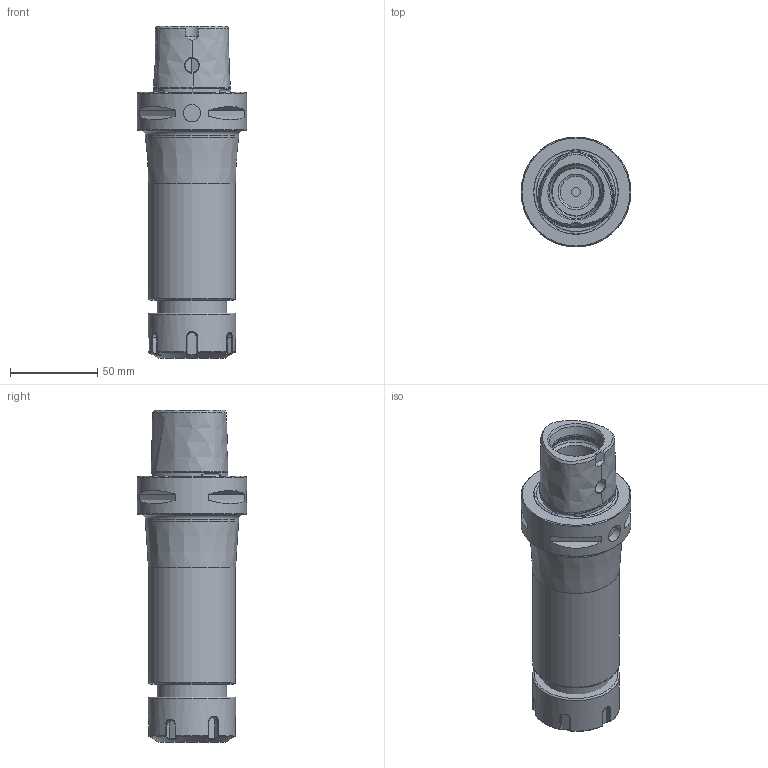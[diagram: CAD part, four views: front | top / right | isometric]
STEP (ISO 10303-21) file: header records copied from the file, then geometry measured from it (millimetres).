
FILE_DESCRIPTION(/* description */ ('STEP AP203'),/* implementation_level */ '2;1');
FILE_NAME(/* name */ 'PSC6-ER32-6.0.step',/* time_stamp */ '2026-04-14T12:28:23-05:00',/* author */ (''),/* organization */ (''),/* preprocessor_version */ 'ST-DEVELOPER v20.1',/* originating_system */ 'Autodesk Translation Framework v14.24.0.0',/* authorisation */ '');
FILE_SCHEMA (('AUTOMOTIVE_DESIGN { 1 0 10303 214 3 1 1 }'));
Length unit declared in the file: inch
Products named in the file (3): C6-BLANK; ER32 Collet Nut v1; ER32 Collet Nut v11
Assembly tree (2 placements, depth 3):
  C6-BLANK
    ER32 Collet Nut v1
      ER32 Collet Nut v11
Bounding box: 63 x 63 x 190.4 mm (x, y, z)
Volume: 326826.9 mm3; surface area: 52074.1 mm2
Topology: 2 solids, 2 shells, 184 faces, 489 edges, 317 vertices
Faces by surface type: bspline 62, plane 59, cylinder 29, cone 28, torus 6
Full cylindrical faces by diameter (mm): 4.999 x1, 8.1 x3, 10 x1, 14 x1, 18 x1, 23.495 x1, 28 x2, 32 x1, 39.903 x1, 49.911 x1, 49.987 x1, 53.513 x1, 63 x1
Entity records: 11724 total; most frequent: CARTESIAN_POINT 7628, ORIENTED_EDGE 974, DIRECTION 616, EDGE_CURVE 487, VERTEX_POINT 317, AXIS2_PLACEMENT_3D 240, B_SPLINE_CURVE_WITH_KNOTS 227, EDGE_LOOP 198
